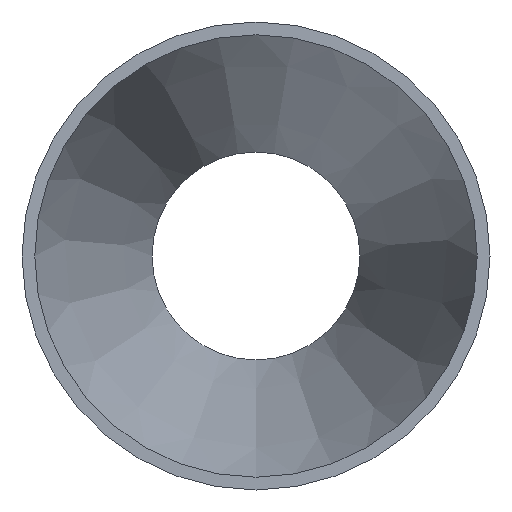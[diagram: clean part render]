
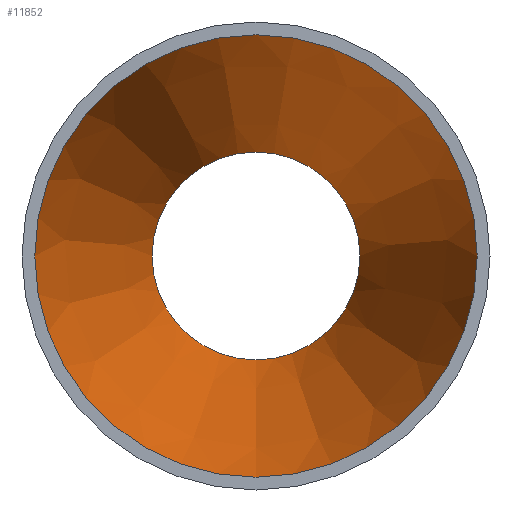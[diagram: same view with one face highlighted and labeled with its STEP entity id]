
A CAD part, front view. The second image highlights one B-rep face of the part: STEP entity #11852.
In plain terms, the highlighted conical face has half-angle 15.987 degrees and reference radius 54.029 mm.
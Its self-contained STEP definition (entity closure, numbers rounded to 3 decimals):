
#817 = CIRCLE ( 'NONE', #6210, 25.379 ) ;
#1412 = DIRECTION ( 'NONE',  ( 0., 0., -1. ) ) ;
#2405 = CARTESIAN_POINT ( 'NONE',  ( 0., 0., -54.029 ) ) ;
#2765 = DIRECTION ( 'NONE',  ( 0., -1., 0. ) ) ;
#3160 = AXIS2_PLACEMENT_3D ( 'NONE', #23372, #6735, #1412 ) ;
#3797 = ORIENTED_EDGE ( 'NONE', *, *, #14038, .F. ) ;
#4918 = DIRECTION ( 'NONE',  ( 0., 0., -1. ) ) ;
#4979 = ORIENTED_EDGE ( 'NONE', *, *, #20799, .T. ) ;
#5073 = DIRECTION ( 'NONE',  ( 0., -1., 0. ) ) ;
#6210 = AXIS2_PLACEMENT_3D ( 'NONE', #14140, #2765, #4918 ) ;
#6735 = DIRECTION ( 'NONE',  ( 0., -1., 0. ) ) ;
#6892 = CARTESIAN_POINT ( 'NONE',  ( 0., 0., 0. ) ) ;
#7009 = CONICAL_SURFACE ( 'NONE', #3160, 54.029, 0.279 ) ;
#8676 = FACE_OUTER_BOUND ( 'NONE', #11640, .T. ) ;
#11640 = EDGE_LOOP ( 'NONE', ( #4979 ) ) ;
#11852 = ADVANCED_FACE ( 'NONE', ( #19834, #8676 ), #7009, .F. ) ;
#12884 = CIRCLE ( 'NONE', #19874, 54.029 ) ;
#14038 = EDGE_CURVE ( 'NONE', #20954, #20954, #817, .T. ) ;
#14140 = CARTESIAN_POINT ( 'NONE',  ( 0., 100., 0. ) ) ;
#15724 = CARTESIAN_POINT ( 'NONE',  ( 0., 100., -25.379 ) ) ;
#17200 = EDGE_LOOP ( 'NONE', ( #3797 ) ) ;
#19129 = VERTEX_POINT ( 'NONE', #2405 ) ;
#19834 = FACE_BOUND ( 'NONE', #17200, .T. ) ;
#19874 = AXIS2_PLACEMENT_3D ( 'NONE', #6892, #5073, #23177 ) ;
#20799 = EDGE_CURVE ( 'NONE', #19129, #19129, #12884, .T. ) ;
#20954 = VERTEX_POINT ( 'NONE', #15724 ) ;
#23177 = DIRECTION ( 'NONE',  ( 0., 0., -1. ) ) ;
#23372 = CARTESIAN_POINT ( 'NONE',  ( 0., 0., 0. ) ) ;
